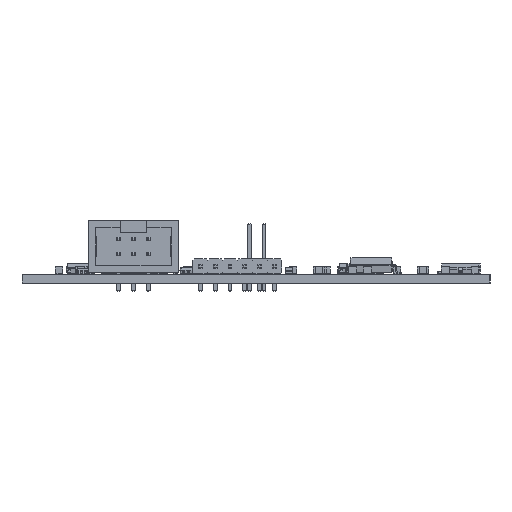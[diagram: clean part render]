
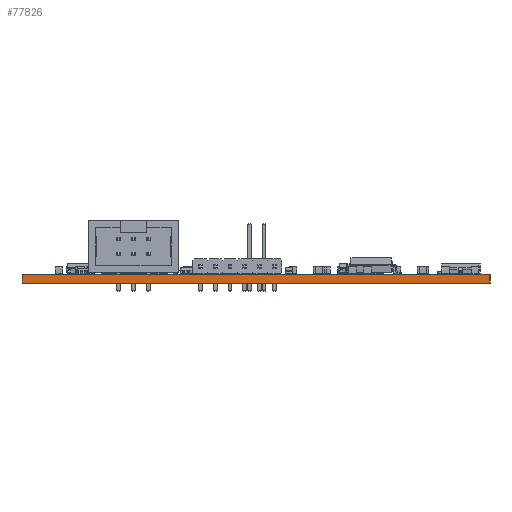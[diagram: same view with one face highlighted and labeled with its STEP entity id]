
A CAD part, left-side view. The second image highlights one B-rep face of the part: STEP entity #77826.
In plain terms, the highlighted planar face has unit normal (-1, 0, 0).
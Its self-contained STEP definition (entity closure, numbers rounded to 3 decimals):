
#77770 = VERTEX_POINT('',#77771);
#77771 = CARTESIAN_POINT('',(116.84,-137.16,1.51));
#77777 = EDGE_CURVE('',#77778,#77770,#77780,.T.);
#77778 = VERTEX_POINT('',#77779);
#77779 = CARTESIAN_POINT('',(116.84,-137.16,0.));
#77780 = LINE('',#77781,#77782);
#77781 = CARTESIAN_POINT('',(116.84,-137.16,0.));
#77782 = VECTOR('',#77783,1.);
#77783 = DIRECTION('',(0.,0.,1.));
#77826 = ADVANCED_FACE('',(#77827),#77852,.T.);
#77827 = FACE_BOUND('',#77828,.T.);
#77828 = EDGE_LOOP('',(#77829,#77830,#77838,#77846));
#77829 = ORIENTED_EDGE('',*,*,#77777,.T.);
#77830 = ORIENTED_EDGE('',*,*,#77831,.T.);
#77831 = EDGE_CURVE('',#77770,#77832,#77834,.T.);
#77832 = VERTEX_POINT('',#77833);
#77833 = CARTESIAN_POINT('',(116.84,-57.15,1.51));
#77834 = LINE('',#77835,#77836);
#77835 = CARTESIAN_POINT('',(116.84,-137.16,1.51));
#77836 = VECTOR('',#77837,1.);
#77837 = DIRECTION('',(0.,1.,0.));
#77838 = ORIENTED_EDGE('',*,*,#77839,.F.);
#77839 = EDGE_CURVE('',#77840,#77832,#77842,.T.);
#77840 = VERTEX_POINT('',#77841);
#77841 = CARTESIAN_POINT('',(116.84,-57.15,0.));
#77842 = LINE('',#77843,#77844);
#77843 = CARTESIAN_POINT('',(116.84,-57.15,0.));
#77844 = VECTOR('',#77845,1.);
#77845 = DIRECTION('',(0.,0.,1.));
#77846 = ORIENTED_EDGE('',*,*,#77847,.F.);
#77847 = EDGE_CURVE('',#77778,#77840,#77848,.T.);
#77848 = LINE('',#77849,#77850);
#77849 = CARTESIAN_POINT('',(116.84,-137.16,0.));
#77850 = VECTOR('',#77851,1.);
#77851 = DIRECTION('',(0.,1.,0.));
#77852 = PLANE('',#77853);
#77853 = AXIS2_PLACEMENT_3D('',#77854,#77855,#77856);
#77854 = CARTESIAN_POINT('',(116.84,-137.16,0.));
#77855 = DIRECTION('',(-1.,0.,0.));
#77856 = DIRECTION('',(0.,1.,0.));
